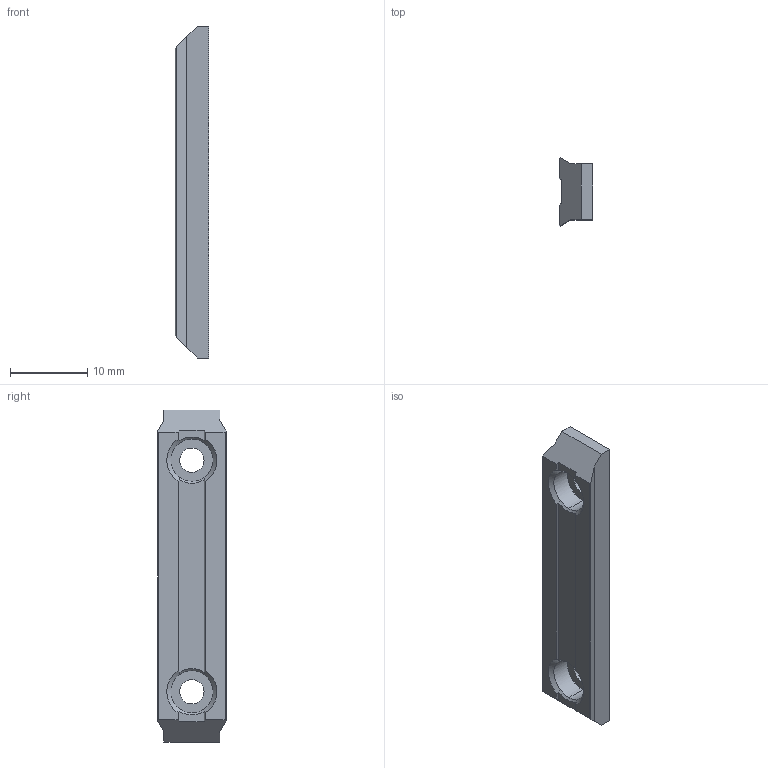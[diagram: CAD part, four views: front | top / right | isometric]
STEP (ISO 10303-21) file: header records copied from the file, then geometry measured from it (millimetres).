
FILE_DESCRIPTION (( 'STEP AP214' ), '1' );
FILE_NAME ('bookendRail.STEP', '2024-08-17T18:17:14', ( '' ), ( '' ), 'SwSTEP 2.0', 'SolidWorks 2023', '' );
FILE_SCHEMA (( 'AUTOMOTIVE_DESIGN' ));
Length unit declared in the file: millimetre
Products named in the file (1): bookendRail
Bounding box: 4.35 x 8.81 x 43 mm (x, y, z)
Volume: 1156.5 mm3; surface area: 1188.8 mm2
Topology: 1 solids, 1 shells, 48 faces, 128 edges, 82 vertices
Faces by surface type: plane 30, cone 10, cylinder 8
Entity records: 1541 total; most frequent: CARTESIAN_POINT 331, ORIENTED_EDGE 256, DIRECTION 236, EDGE_CURVE 128, AXIS2_PLACEMENT_3D 83, VERTEX_POINT 82, VECTOR 70, LINE 70
